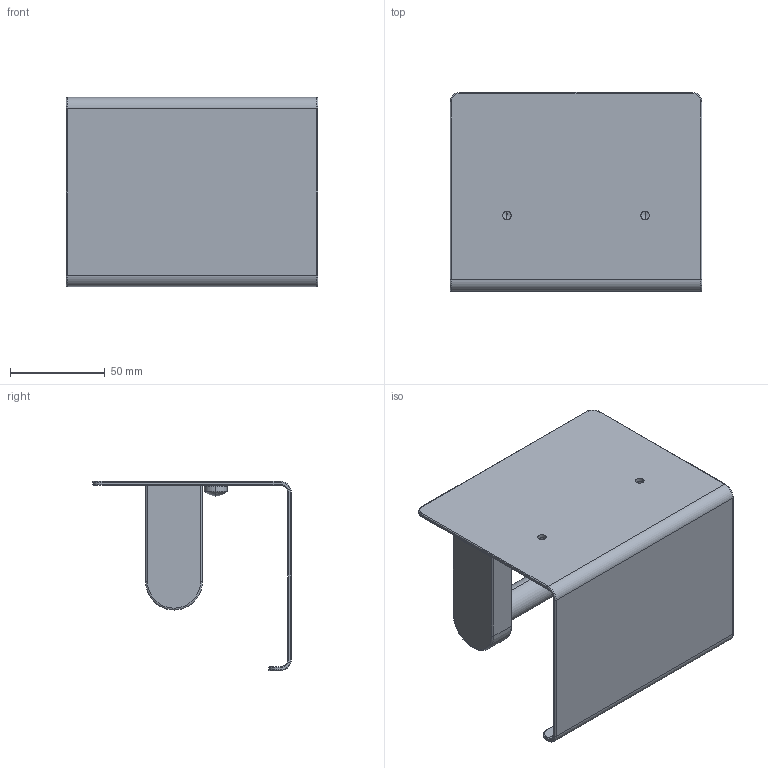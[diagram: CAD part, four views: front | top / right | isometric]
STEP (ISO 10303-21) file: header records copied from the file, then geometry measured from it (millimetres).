
FILE_DESCRIPTION((''),'2;1');
FILE_NAME('AC-HSB033CP_ASM','2019-06-05T',('SJ02'),(''),'PRO/ENGINEER BY PARAMETRIC TECHNOLOGY CORPORATION, 2015240','PRO/ENGINEER BY PARAMETRIC TECHNOLOGY CORPORATION, 2015240','');
FILE_SCHEMA(('CONFIG_CONTROL_DESIGN'));
Length unit declared in the file: millimetre
Products named in the file (3): 83AA110052; AC-HSB033CP; AC-HSB033CP_ASM
Assembly tree (3 placements, depth 2):
  AC-HSB033CP_ASM
    83AA110052  x2
    AC-HSB033CP
Bounding box: 133 x 105 x 100 mm (x, y, z)
Volume: 109307.9 mm3; surface area: 70234.4 mm2
Topology: 5 solids, 5 shells, 113 faces, 250 edges, 139 vertices
Faces by surface type: cylinder 45, torus 34, plane 20, cone 8, sphere 6
Entity records: 2768 total; most frequent: DIRECTION 552, CARTESIAN_POINT 439, ORIENTED_EDGE 424, AXIS2_PLACEMENT_3D 236, EDGE_CURVE 212, CIRCLE 132, VERTEX_POINT 123, EDGE_LOOP 103
